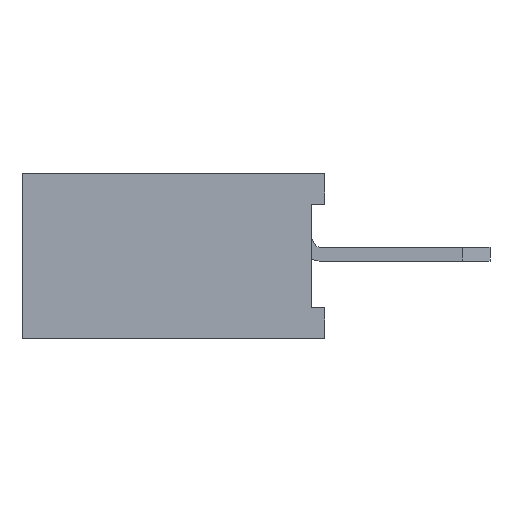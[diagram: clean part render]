
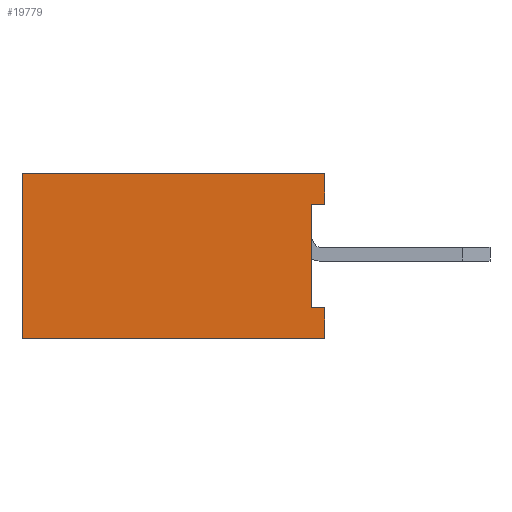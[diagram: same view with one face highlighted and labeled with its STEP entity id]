
A CAD part, left-side view. The second image highlights one B-rep face of the part: STEP entity #19779.
In plain terms, the highlighted planar face has unit normal (-1, 0, 0).
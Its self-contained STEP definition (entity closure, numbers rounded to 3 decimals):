
#193 = DIRECTION ( 'NONE',  ( -1., 0., 0. ) ) ;
#317 = DIRECTION ( 'NONE',  ( 0., 0., 1. ) ) ;
#827 = VECTOR ( 'NONE', #23797, 1000. ) ;
#1337 = EDGE_CURVE ( 'NONE', #2007, #18427, #5955, .T. ) ;
#1394 = VERTEX_POINT ( 'NONE', #22812 ) ;
#1520 = CARTESIAN_POINT ( 'NONE',  ( -3.12, 3.157, -2.4 ) ) ;
#2006 = DIRECTION ( 'NONE',  ( 0., -1., 0. ) ) ;
#2007 = VERTEX_POINT ( 'NONE', #14304 ) ;
#3107 = CARTESIAN_POINT ( 'NONE',  ( -3.12, -1.243, 0. ) ) ;
#3823 = CARTESIAN_POINT ( 'NONE',  ( -3.12, -1.243, -1.95 ) ) ;
#4011 = PLANE ( 'NONE',  #21769 ) ;
#4502 = EDGE_CURVE ( 'NONE', #21943, #14360, #14390, .T. ) ;
#5520 = VECTOR ( 'NONE', #8539, 1000. ) ;
#5689 = VERTEX_POINT ( 'NONE', #1520 ) ;
#5764 = CARTESIAN_POINT ( 'NONE',  ( -3.12, -1.043, -0.45 ) ) ;
#5955 = LINE ( 'NONE', #21190, #827 ) ;
#6125 = VECTOR ( 'NONE', #317, 1000. ) ;
#7322 = VERTEX_POINT ( 'NONE', #23656 ) ;
#8101 = VECTOR ( 'NONE', #2006, 1000. ) ;
#8539 = DIRECTION ( 'NONE',  ( 0., -1., 0. ) ) ;
#8554 = CARTESIAN_POINT ( 'NONE',  ( -3.12, -1.243, -1.95 ) ) ;
#8839 = ORIENTED_EDGE ( 'NONE', *, *, #17930, .T. ) ;
#9309 = CARTESIAN_POINT ( 'NONE',  ( -3.12, -1.043, -3.644 ) ) ;
#9475 = EDGE_CURVE ( 'NONE', #1394, #5689, #22777, .T. ) ;
#9596 = EDGE_CURVE ( 'NONE', #7322, #21943, #15589, .T. ) ;
#10532 = ORIENTED_EDGE ( 'NONE', *, *, #12438, .T. ) ;
#10631 = LINE ( 'NONE', #12250, #5520 ) ;
#10706 = CARTESIAN_POINT ( 'NONE',  ( -3.12, 3.157, -3.644 ) ) ;
#10727 = CARTESIAN_POINT ( 'NONE',  ( -3.12, -1.243, -0.45 ) ) ;
#10872 = DIRECTION ( 'NONE',  ( 0., 0., -1. ) ) ;
#11207 = EDGE_CURVE ( 'NONE', #18427, #7322, #12213, .T. ) ;
#11413 = VECTOR ( 'NONE', #13721, 1000. ) ;
#11610 = VECTOR ( 'NONE', #18995, 1000. ) ;
#11699 = CARTESIAN_POINT ( 'NONE',  ( -3.12, -3.643, -3.644 ) ) ;
#11825 = CARTESIAN_POINT ( 'NONE',  ( -3.12, -1.243, 0. ) ) ;
#12213 = LINE ( 'NONE', #3823, #11610 ) ;
#12250 = CARTESIAN_POINT ( 'NONE',  ( -3.12, -1.243, 0. ) ) ;
#12438 = EDGE_CURVE ( 'NONE', #5689, #2007, #18126, .T. ) ;
#13412 = CARTESIAN_POINT ( 'NONE',  ( -3.12, -3.643, -2.4 ) ) ;
#13581 = DIRECTION ( 'NONE',  ( 0., 0., 1. ) ) ;
#13709 = EDGE_CURVE ( 'NONE', #1394, #14397, #10631, .T. ) ;
#13721 = DIRECTION ( 'NONE',  ( 0., 0., 1. ) ) ;
#14268 = DIRECTION ( 'NONE',  ( 0., -1., 0. ) ) ;
#14304 = CARTESIAN_POINT ( 'NONE',  ( -3.12, -1.243, -2.4 ) ) ;
#14319 = CARTESIAN_POINT ( 'NONE',  ( -3.12, -1.043, -0.45 ) ) ;
#14360 = VERTEX_POINT ( 'NONE', #10727 ) ;
#14390 = LINE ( 'NONE', #14319, #19423 ) ;
#14397 = VERTEX_POINT ( 'NONE', #3107 ) ;
#14589 = ORIENTED_EDGE ( 'NONE', *, *, #11207, .T. ) ;
#14748 = ORIENTED_EDGE ( 'NONE', *, *, #13709, .F. ) ;
#15589 = LINE ( 'NONE', #9309, #6125 ) ;
#15907 = FACE_OUTER_BOUND ( 'NONE', #18718, .T. ) ;
#17441 = ORIENTED_EDGE ( 'NONE', *, *, #9475, .T. ) ;
#17667 = VECTOR ( 'NONE', #10872, 1000. ) ;
#17930 = EDGE_CURVE ( 'NONE', #14360, #14397, #21480, .T. ) ;
#18126 = LINE ( 'NONE', #13412, #8101 ) ;
#18427 = VERTEX_POINT ( 'NONE', #8554 ) ;
#18718 = EDGE_LOOP ( 'NONE', ( #17441, #10532, #19446, #14589, #23414, #23975, #8839, #14748 ) ) ;
#18995 = DIRECTION ( 'NONE',  ( 0., 1., 0. ) ) ;
#19423 = VECTOR ( 'NONE', #14268, 1000. ) ;
#19446 = ORIENTED_EDGE ( 'NONE', *, *, #1337, .T. ) ;
#19779 = ADVANCED_FACE ( 'NONE', ( #15907 ), #4011, .T. ) ;
#21190 = CARTESIAN_POINT ( 'NONE',  ( -3.12, -1.243, -3.644 ) ) ;
#21480 = LINE ( 'NONE', #11825, #11413 ) ;
#21769 = AXIS2_PLACEMENT_3D ( 'NONE', #11699, #193, #13581 ) ;
#21943 = VERTEX_POINT ( 'NONE', #5764 ) ;
#22777 = LINE ( 'NONE', #10706, #17667 ) ;
#22812 = CARTESIAN_POINT ( 'NONE',  ( -3.12, 3.157, 0. ) ) ;
#23414 = ORIENTED_EDGE ( 'NONE', *, *, #9596, .T. ) ;
#23656 = CARTESIAN_POINT ( 'NONE',  ( -3.12, -1.043, -1.95 ) ) ;
#23797 = DIRECTION ( 'NONE',  ( 0., 0., 1. ) ) ;
#23975 = ORIENTED_EDGE ( 'NONE', *, *, #4502, .T. ) ;
